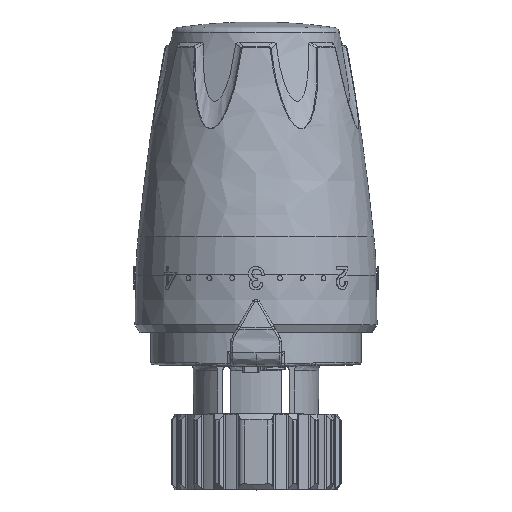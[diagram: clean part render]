
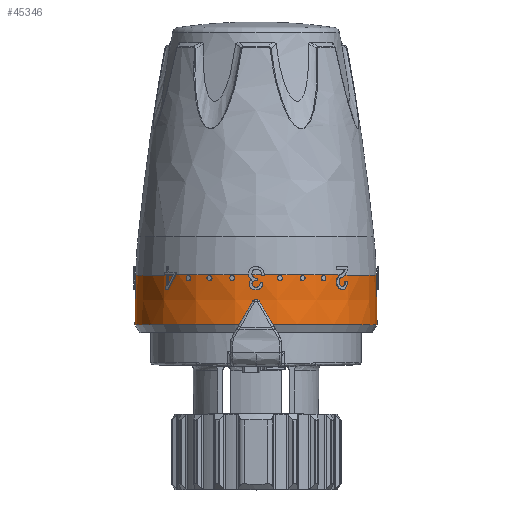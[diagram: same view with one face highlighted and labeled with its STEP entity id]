
A CAD part, top view. The second image highlights one B-rep face of the part: STEP entity #45346.
In plain terms, the highlighted conical face has half-angle 1 degrees and reference radius 23.888 mm.
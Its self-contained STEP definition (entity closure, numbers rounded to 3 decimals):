
#1190=DIRECTION('',(0.017,-1.,0.));
#1191=VECTOR('',#1190,9.87);
#1192=CARTESIAN_POINT('',(23.802,42.518,
0.));
#1193=LINE('',#1192,#1191);
#1194=DIRECTION('',(-0.017,-1.,0.));
#1195=VECTOR('',#1194,9.87);
#1196=CARTESIAN_POINT('',(-23.802,42.518,
0.));
#1197=LINE('',#1196,#1195);
#1198=CARTESIAN_POINT('',(0.,42.518,0.));
#1199=DIRECTION('',(0.,-1.,0.));
#1200=DIRECTION('',(1.,0.,0.));
#1201=AXIS2_PLACEMENT_3D('',#1198,#1199,#1200);
#3320=CARTESIAN_POINT('',(0.,32.65,0.));
#3321=DIRECTION('',(0.,1.,0.));
#3322=DIRECTION('',(-1.,0.,0.));
#3323=AXIS2_PLACEMENT_3D('',#3320,#3321,#3322);
#43087=CARTESIAN_POINT('',(-23.802,42.518,0.));
#43088=CARTESIAN_POINT('',(23.802,42.518,0.));
#43089=VERTEX_POINT('',#43087);
#43090=VERTEX_POINT('',#43088);
#43095=CARTESIAN_POINT('',(23.974,32.65,0.));
#43096=VERTEX_POINT('',#43095);
#43097=CARTESIAN_POINT('',(-23.974,32.65,0.));
#43098=VERTEX_POINT('',#43097);
#45333=CARTESIAN_POINT('',(0.,37.584,0.));
#45334=DIRECTION('',(0.,-1.,0.));
#45335=DIRECTION('',(-1.,0.,0.));
#45336=AXIS2_PLACEMENT_3D('',#45333,#45334,#45335);
#45337=CONICAL_SURFACE('',#45336,23.888,1.);
#45339=ORIENTED_EDGE('',*,*,#45338,.F.);
#45340=ORIENTED_EDGE('',*,*,#45328,.T.);
#45342=ORIENTED_EDGE('',*,*,#45341,.F.);
#45343=ORIENTED_EDGE('',*,*,#45324,.F.);
#45344=EDGE_LOOP('',(#45339,#45340,#45342,#45343));
#45345=FACE_OUTER_BOUND('',#45344,.F.);
#45346=ADVANCED_FACE('',(#45345),#45337,.T.);
#1202=CIRCLE('',#1201,23.802);
#3324=CIRCLE('',#3323,23.974);
#45324=EDGE_CURVE('',#43089,#43098,#1197,.T.);
#45328=EDGE_CURVE('',#43090,#43096,#1193,.T.);
#45338=EDGE_CURVE('',#43090,#43089,#1202,.T.);
#45341=EDGE_CURVE('',#43098,#43096,#3324,.T.);
